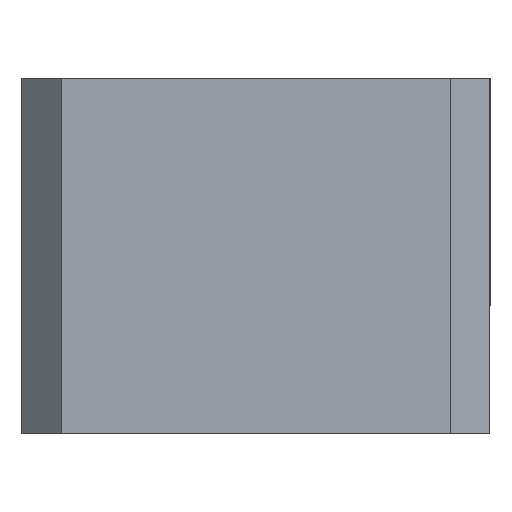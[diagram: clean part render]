
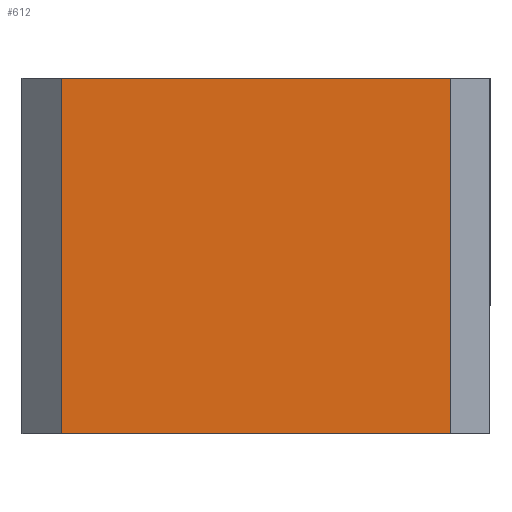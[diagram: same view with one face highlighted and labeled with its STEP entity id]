
A CAD part, left-side view. The second image highlights one B-rep face of the part: STEP entity #612.
In plain terms, the highlighted planar face has unit normal (-1, 0, 0).
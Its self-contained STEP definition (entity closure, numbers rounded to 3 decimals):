
#76=FACE_OUTER_BOUND('',#100,.T.);
#100=EDGE_LOOP('',(#409,#410,#411,#412));
#134=LINE('',#905,#190);
#137=LINE('',#911,#193);
#138=LINE('',#913,#194);
#139=LINE('',#914,#195);
#190=VECTOR('',#718,10.);
#193=VECTOR('',#723,10.);
#194=VECTOR('',#724,10.);
#195=VECTOR('',#725,10.);
#246=VERTEX_POINT('',#902);
#247=VERTEX_POINT('',#904);
#249=VERTEX_POINT('',#910);
#250=VERTEX_POINT('',#912);
#310=EDGE_CURVE('',#246,#247,#134,.T.);
#313=EDGE_CURVE('',#249,#246,#137,.F.);
#314=EDGE_CURVE('',#250,#249,#138,.T.);
#315=EDGE_CURVE('',#247,#250,#139,.T.);
#409=ORIENTED_EDGE('',*,*,#310,.F.);
#410=ORIENTED_EDGE('',*,*,#313,.F.);
#411=ORIENTED_EDGE('',*,*,#314,.F.);
#412=ORIENTED_EDGE('',*,*,#315,.F.);
#598=PLANE('',#650);
#612=ADVANCED_FACE('',(#76),#598,.T.);
#650=AXIS2_PLACEMENT_3D('',#909,#721,#722);
#718=DIRECTION('',(0.,0.,1.));
#721=DIRECTION('center_axis',(-1.,0.,0.));
#722=DIRECTION('ref_axis',(0.,1.,0.));
#723=DIRECTION('',(0.,-1.,0.));
#724=DIRECTION('',(0.,0.,-1.));
#725=DIRECTION('',(0.,-1.,0.));
#902=CARTESIAN_POINT('',(-505.5,9.85,71.5));
#904=CARTESIAN_POINT('',(-505.5,9.85,89.5));
#905=CARTESIAN_POINT('',(-505.5,9.85,76.5));
#909=CARTESIAN_POINT('Origin',(-505.5,-11.8,76.5));
#910=CARTESIAN_POINT('',(-505.5,-9.85,71.5));
#911=CARTESIAN_POINT('',(-505.5,-5.9,71.5));
#912=CARTESIAN_POINT('',(-505.5,-9.85,89.5));
#913=CARTESIAN_POINT('',(-505.5,-9.85,76.5));
#914=CARTESIAN_POINT('',(-505.5,-5.9,89.5));
